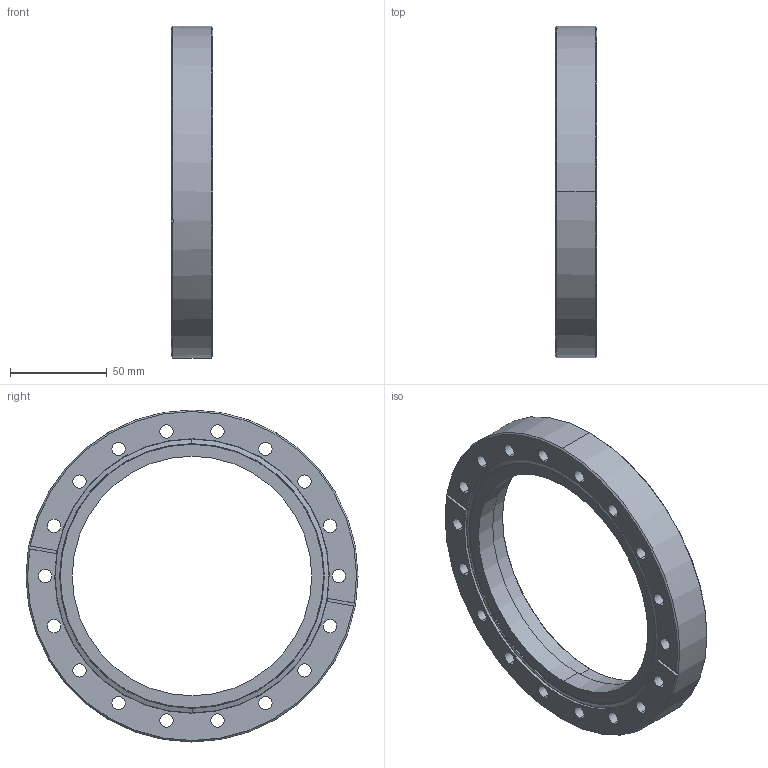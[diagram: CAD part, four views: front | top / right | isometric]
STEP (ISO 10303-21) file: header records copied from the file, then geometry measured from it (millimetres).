
FILE_DESCRIPTION (( 'STEP AP203' ), '1' );
FILE_NAME ('130029_E.STEP', '2024-04-03T07:13:27', ( '' ), ( '' ), 'SwSTEP 2.0', 'SolidWorks 2022', '' );
FILE_SCHEMA (( 'CONFIG_CONTROL_DESIGN' ));
Length unit declared in the file: inch
Products named in the file (1): 130029_E
Bounding box: 21.34 x 171.45 x 171.45 mm (x, y, z)
Volume: 209843.2 mm3; surface area: 48827.4 mm2
Topology: 1 solids, 1 shells, 74 faces, 196 edges, 125 vertices
Faces by surface type: cylinder 44, cone 11, plane 11, torus 8
Entity records: 2506 total; most frequent: DIRECTION 465, CARTESIAN_POINT 408, ORIENTED_EDGE 392, AXIS2_PLACEMENT_3D 198, EDGE_CURVE 196, VERTEX_POINT 125, CIRCLE 123, EDGE_LOOP 113
